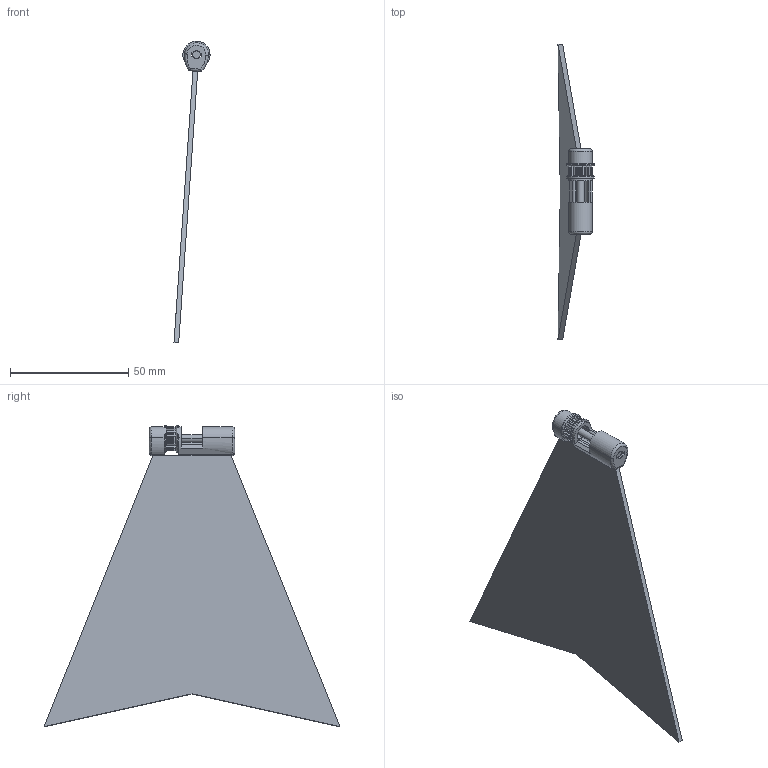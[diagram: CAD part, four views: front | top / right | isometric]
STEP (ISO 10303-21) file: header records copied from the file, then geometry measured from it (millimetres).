
FILE_DESCRIPTION((''),'2;1');
FILE_NAME('SAMUNO_ASM','2023-04-27T12:59:21',('apm49'),(''),'CREO PARAMETRIC BY PTC INC, 2022164','CREO PARAMETRIC BY PTC INC, 2022164','');
FILE_SCHEMA(('CONFIG_CONTROL_DESIGN'));
Length unit declared in the file: millimetre
Products named in the file (2): PECT_2DOF_AF2_ASM; SAMUNO_ASM
Assembly tree (1 placements, depth 2):
  SAMUNO_ASM
    PECT_2DOF_AF2_ASM
Bounding box: 15.24 x 125 x 127.5 mm (x, y, z)
Surface area: 19811.6 mm2 (no closed solid volume)
Topology: 0 solids, 3 shells, 163 faces, 424 edges, 274 vertices
Faces by surface type: plane 102, cylinder 43, torus 6, extrusion 4, bspline 4, sphere 4
Entity records: 5400 total; most frequent: CARTESIAN_POINT 1274, ORIENTED_EDGE 848, DIRECTION 846, EDGE_CURVE 424, VECTOR 298, LINE 294, AXIS2_PLACEMENT_3D 274, VERTEX_POINT 274
